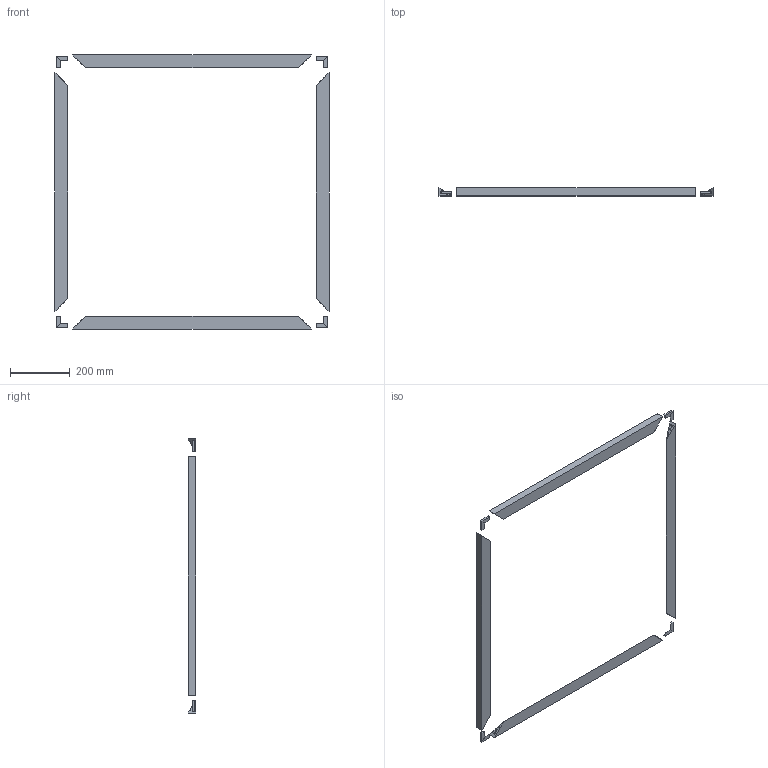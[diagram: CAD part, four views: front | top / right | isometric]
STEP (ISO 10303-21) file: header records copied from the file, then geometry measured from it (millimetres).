
FILE_DESCRIPTION(('FreeCAD Model'),'2;1');
FILE_NAME('Open CASCADE Shape Model','2021-09-02T10:31:58',('Author'),( ''),'Open CASCADE STEP processor 7.5','FreeCAD','Unknown');
FILE_SCHEMA(('AUTOMOTIVE_DESIGN { 1 0 10303 214 1 1 1 1 }'));
Length unit declared in the file: millimetre
Products named in the file (26): simple_frame_assembly; trajectory_line001; trajectory_line002; trajectory_line; SimpleGroup002; SimpleGroup007; trajectory_line007; SimpleGroup003; trajectory_line003; SimpleGroup; ExplodedAssembly; SimpleGroup001; SimpleGroup004; trajectory_line004; SimpleGroup005; trajectory_line005; SimpleGroup006; trajectory_line006; simple frame design_001; 90 degree bracket simple frame_004; 90 degree bracket simple frame_001; simple frame design_002; 90 degree bracket simple frame_002; 90 degree bracket simple frame_003; simple frame design_003; simple frame design_004
Assembly tree (41 placements, depth 4):
  simple_frame_assembly
    trajectory_line001
    trajectory_line002
    trajectory_line
    SimpleGroup002
      trajectory_line002
    SimpleGroup007
      trajectory_line007
    SimpleGroup003
      trajectory_line003
    SimpleGroup
      trajectory_line
    ExplodedAssembly
      SimpleGroup
        trajectory_line
      SimpleGroup001
        trajectory_line001
      SimpleGroup002
        trajectory_line002
      SimpleGroup003
        trajectory_line003
      SimpleGroup004
        trajectory_line004
      SimpleGroup005
        trajectory_line005
      SimpleGroup006
        trajectory_line006
      SimpleGroup007
        trajectory_line007
    SimpleGroup001
      trajectory_line001
    SimpleGroup004
      trajectory_line004
    SimpleGroup005
      trajectory_line005
    SimpleGroup006
      trajectory_line006
    simple frame design_001
    90 degree bracket simple frame_004
    90 degree bracket simple frame_001
    simple frame design_002
    90 degree bracket simple frame_002
    90 degree bracket simple frame_003
    simple frame design_003
    simple frame design_004
    trajectory_line004
    trajectory_line005
    trajectory_line006
    trajectory_line007
    trajectory_line003
Bounding box: 920 x 26 x 920 mm (x, y, z)
Volume: 1518569.2 mm3; surface area: 557796.6 mm2
Topology: 8 solids, 8 shells, 112 faces, 312 edges, 252 vertices
Faces by surface type: plane 100, cylinder 12
Entity records: 8200 total; most frequent: CARTESIAN_POINT 1726, DIRECTION 1148, LINE 768, VECTOR 768, ORIENTED_EDGE 552, PCURVE 552, DEFINITIONAL_REPRESENTATION 552, EDGE_CURVE 276
